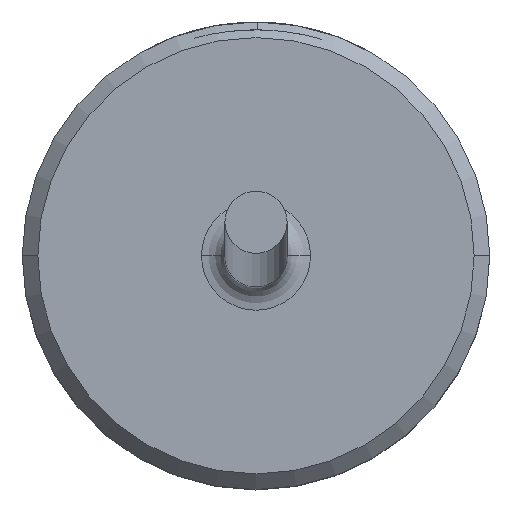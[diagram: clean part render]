
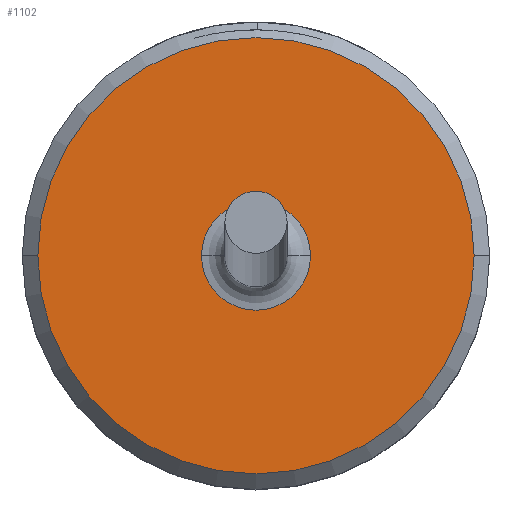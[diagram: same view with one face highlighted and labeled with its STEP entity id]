
A CAD part, top view. The second image highlights one B-rep face of the part: STEP entity #1102.
In plain terms, the highlighted planar face has unit normal (0, 0, 1).
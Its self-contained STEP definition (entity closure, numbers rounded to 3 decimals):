
#10 = AXIS2_PLACEMENT_3D ( 'NONE', #768, #217, #859 ) ;
#76 = VERTEX_POINT ( 'NONE', #131 ) ;
#102 = VERTEX_POINT ( 'NONE', #134 ) ;
#131 = CARTESIAN_POINT ( 'NONE',  ( 0.7, 0., 4. ) ) ;
#134 = CARTESIAN_POINT ( 'NONE',  ( 2.8, 0., 4. ) ) ;
#217 = DIRECTION ( 'NONE',  ( 0., 0., -1. ) ) ;
#259 = DIRECTION ( 'NONE',  ( 0., 0., 1. ) ) ;
#265 = FACE_BOUND ( 'NONE', #999, .T. ) ;
#280 = EDGE_CURVE ( 'NONE', #102, #744, #955, .T. ) ;
#292 = CARTESIAN_POINT ( 'NONE',  ( -2.8, 0., 4. ) ) ;
#302 = CARTESIAN_POINT ( 'NONE',  ( -0.7, 0., 4. ) ) ;
#316 = ORIENTED_EDGE ( 'NONE', *, *, #658, .T. ) ;
#334 = CARTESIAN_POINT ( 'NONE',  ( 0., 0., 4. ) ) ;
#387 = VERTEX_POINT ( 'NONE', #302 ) ;
#426 = DIRECTION ( 'NONE',  ( -1., 0., 0. ) ) ;
#446 = CIRCLE ( 'NONE', #10, 0.7 ) ;
#468 = ORIENTED_EDGE ( 'NONE', *, *, #908, .T. ) ;
#474 = DIRECTION ( 'NONE',  ( 0., 0., 1. ) ) ;
#487 = AXIS2_PLACEMENT_3D ( 'NONE', #334, #971, #426 ) ;
#495 = ORIENTED_EDGE ( 'NONE', *, *, #498, .T. ) ;
#498 = EDGE_CURVE ( 'NONE', #76, #387, #574, .T. ) ;
#529 = EDGE_LOOP ( 'NONE', ( #316, #892 ) ) ;
#574 = CIRCLE ( 'NONE', #487, 0.7 ) ;
#621 = CARTESIAN_POINT ( 'NONE',  ( 0., 0., 4. ) ) ;
#658 = EDGE_CURVE ( 'NONE', #744, #102, #732, .T. ) ;
#716 = DIRECTION ( 'NONE',  ( 1., 0., 0. ) ) ;
#722 = DIRECTION ( 'NONE',  ( 0., 0., 1. ) ) ;
#732 = CIRCLE ( 'NONE', #1021, 2.8 ) ;
#744 = VERTEX_POINT ( 'NONE', #292 ) ;
#768 = CARTESIAN_POINT ( 'NONE',  ( 0., 0., 4. ) ) ;
#805 = PLANE ( 'NONE',  #1154 ) ;
#813 = CARTESIAN_POINT ( 'NONE',  ( 0., 0., 4. ) ) ;
#859 = DIRECTION ( 'NONE',  ( -1., 0., 0. ) ) ;
#892 = ORIENTED_EDGE ( 'NONE', *, *, #280, .T. ) ;
#899 = DIRECTION ( 'NONE',  ( 1., 0., 0. ) ) ;
#908 = EDGE_CURVE ( 'NONE', #387, #76, #446, .T. ) ;
#955 = CIRCLE ( 'NONE', #995, 2.8 ) ;
#971 = DIRECTION ( 'NONE',  ( 0., 0., -1. ) ) ;
#973 = FACE_OUTER_BOUND ( 'NONE', #529, .T. ) ;
#995 = AXIS2_PLACEMENT_3D ( 'NONE', #813, #722, #716 ) ;
#999 = EDGE_LOOP ( 'NONE', ( #468, #495 ) ) ;
#1009 = CARTESIAN_POINT ( 'NONE',  ( 0., 0., 4. ) ) ;
#1021 = AXIS2_PLACEMENT_3D ( 'NONE', #1009, #474, #1088 ) ;
#1088 = DIRECTION ( 'NONE',  ( 1., 0., 0. ) ) ;
#1102 = ADVANCED_FACE ( 'NONE', ( #973, #265 ), #805, .T. ) ;
#1154 = AXIS2_PLACEMENT_3D ( 'NONE', #621, #259, #899 ) ;
